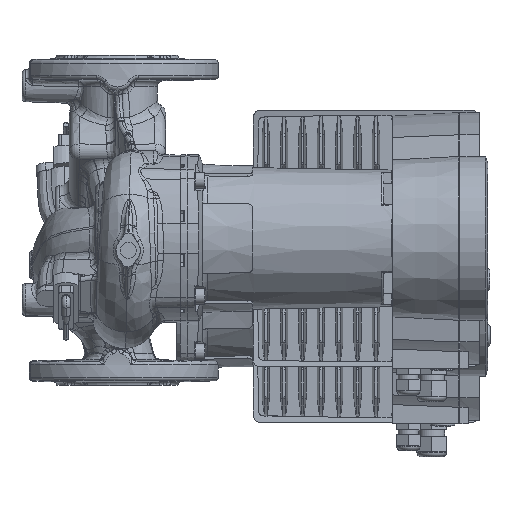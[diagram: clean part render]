
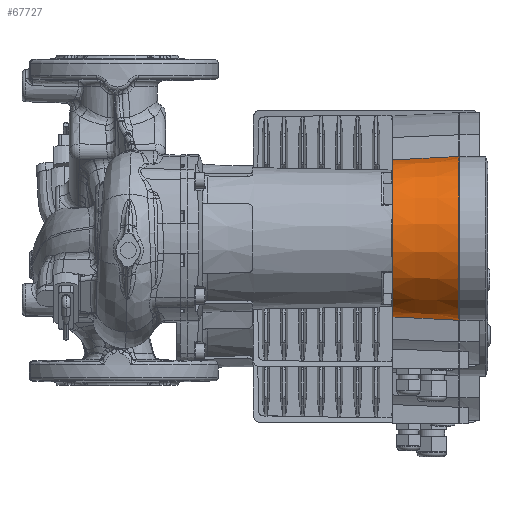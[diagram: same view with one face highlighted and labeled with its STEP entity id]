
A CAD part, top view. The second image highlights one B-rep face of the part: STEP entity #67727.
In plain terms, the highlighted conical face has half-angle 3 degrees and reference radius 67 mm.
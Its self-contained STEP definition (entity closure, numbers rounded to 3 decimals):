
#18549 = AXIS2_PLACEMENT_3D ( 'NONE', #149654, #149662, #39964 ) ;
#18553 = CONICAL_SURFACE ( 'NONE', #18549, 67., 0.052 ) ;
#32163 = EDGE_LOOP ( 'NONE', ( #83422, #83417, #83412, #83407, #83402, #83398 ) ) ;
#39964 = DIRECTION ( 'NONE',  ( 0., -1., 0. ) ) ;
#58866 = VERTEX_POINT ( 'NONE', #249742 ) ;
#59238 = VERTEX_POINT ( 'NONE', #250149 ) ;
#59241 = VERTEX_POINT ( 'NONE', #250153 ) ;
#59247 = VERTEX_POINT ( 'NONE', #250158 ) ;
#59253 = VERTEX_POINT ( 'NONE', #250165 ) ;
#59262 = VERTEX_POINT ( 'NONE', #250177 ) ;
#67727 = ADVANCED_FACE ( 'NONE', ( #149657 ), #18553, .T. ) ;
#67927 = B_SPLINE_CURVE_WITH_KNOTS ( 'NONE', 3,
 ( #177213, #177189, #177243, #177246 ),
 .UNSPECIFIED., .F., .F.,
 ( 4, 4 ),
 ( 0.006, 0.054 ),
 .UNSPECIFIED. ) ;
#67934 = B_SPLINE_CURVE_WITH_KNOTS ( 'NONE', 3,
 ( #177239, #177235, #177261, #177265 ),
 .UNSPECIFIED., .F., .F.,
 ( 4, 4 ),
 ( 0.006, 0.054 ),
 .UNSPECIFIED. ) ;
#83398 = ORIENTED_EDGE ( 'NONE', *, *, #172835, .F. ) ;
#83402 = ORIENTED_EDGE ( 'NONE', *, *, #172881, .F. ) ;
#83407 = ORIENTED_EDGE ( 'NONE', *, *, #172846, .T. ) ;
#83412 = ORIENTED_EDGE ( 'NONE', *, *, #172891, .T. ) ;
#83417 = ORIENTED_EDGE ( 'NONE', *, *, #172878, .T. ) ;
#83422 = ORIENTED_EDGE ( 'NONE', *, *, #172886, .F. ) ;
#149654 = CARTESIAN_POINT ( 'NONE',  ( 264.5, 0., 0. ) ) ;
#149657 = FACE_OUTER_BOUND ( 'NONE', #32163, .T. ) ;
#149662 = DIRECTION ( 'NONE',  ( 1., 0., 0. ) ) ;
#172835 = EDGE_CURVE ( 'NONE', #59253, #59262, #67927, .T. ) ;
#172846 = EDGE_CURVE ( 'NONE', #59238, #59247, #67934, .T. ) ;
#172878 = EDGE_CURVE ( 'NONE', #59241, #58866, #175415, .T. ) ;
#172881 = EDGE_CURVE ( 'NONE', #59262, #59247, #175410, .T. ) ;
#172886 = EDGE_CURVE ( 'NONE', #59241, #59253, #177286, .T. ) ;
#172891 = EDGE_CURVE ( 'NONE', #58866, #59238, #177311, .T. ) ;
#175393 = AXIS2_PLACEMENT_3D ( 'NONE', #177315, #177319, #177322 ) ;
#175399 = VECTOR ( 'NONE', #177329, 1000. ) ;
#175404 = AXIS2_PLACEMENT_3D ( 'NONE', #177298, #177301, #177305 ) ;
#175410 = CIRCLE ( 'NONE', #175393, 67. ) ;
#175415 = CIRCLE ( 'NONE', #175404, 64.17 ) ;
#175419 = VECTOR ( 'NONE', #177340, 1000. ) ;
#177189 = CARTESIAN_POINT ( 'NONE',  ( 232.365, 65.316, 0.707 ) ) ;
#177213 = CARTESIAN_POINT ( 'NONE',  ( 216.298, 64.474, 0. ) ) ;
#177235 = CARTESIAN_POINT ( 'NONE',  ( 232.365, -65.316, 0.707 ) ) ;
#177239 = CARTESIAN_POINT ( 'NONE',  ( 216.298, -64.474, 0. ) ) ;
#177243 = CARTESIAN_POINT ( 'NONE',  ( 248.432, 66.146, 1.415 ) ) ;
#177246 = CARTESIAN_POINT ( 'NONE',  ( 264.5, 66.966, 2.126 ) ) ;
#177261 = CARTESIAN_POINT ( 'NONE',  ( 248.432, -66.146, 1.415 ) ) ;
#177265 = CARTESIAN_POINT ( 'NONE',  ( 264.5, -66.966, 2.126 ) ) ;
#177286 = LINE ( 'NONE', #177294, #175399 ) ;
#177294 = CARTESIAN_POINT ( 'NONE',  ( 264.5, 67., 0. ) ) ;
#177298 = CARTESIAN_POINT ( 'NONE',  ( 210.5, 0., 0. ) ) ;
#177301 = DIRECTION ( 'NONE',  ( 1., 0., 0. ) ) ;
#177305 = DIRECTION ( 'NONE',  ( 0., -1., 0. ) ) ;
#177311 = LINE ( 'NONE', #177332, #175419 ) ;
#177315 = CARTESIAN_POINT ( 'NONE',  ( 264.5, 0., 0. ) ) ;
#177319 = DIRECTION ( 'NONE',  ( 1., 0., 0. ) ) ;
#177322 = DIRECTION ( 'NONE',  ( 0., -1., 0. ) ) ;
#177329 = DIRECTION ( 'NONE',  ( 0.999, 0.052, 0. ) ) ;
#177332 = CARTESIAN_POINT ( 'NONE',  ( 264.5, -67., 0. ) ) ;
#177340 = DIRECTION ( 'NONE',  ( 0.999, -0.052, 0. ) ) ;
#249742 = CARTESIAN_POINT ( 'NONE',  ( 210.5, -64.17, 0. ) ) ;
#250149 = CARTESIAN_POINT ( 'NONE',  ( 216.298, -64.474, 0. ) ) ;
#250153 = CARTESIAN_POINT ( 'NONE',  ( 210.5, 64.17, 0. ) ) ;
#250158 = CARTESIAN_POINT ( 'NONE',  ( 264.5, -66.966, 2.126 ) ) ;
#250165 = CARTESIAN_POINT ( 'NONE',  ( 216.298, 64.474, 0. ) ) ;
#250177 = CARTESIAN_POINT ( 'NONE',  ( 264.5, 66.966, 2.126 ) ) ;
